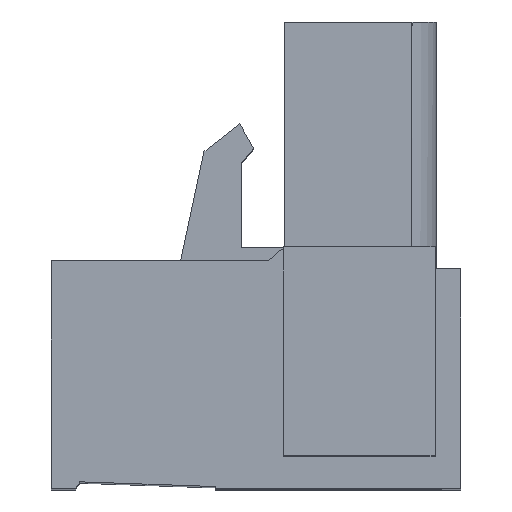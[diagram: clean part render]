
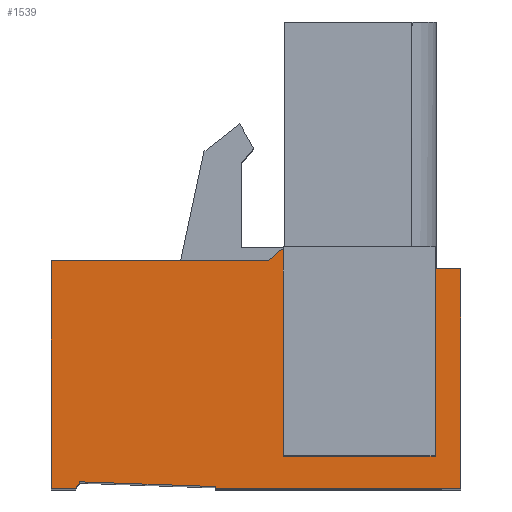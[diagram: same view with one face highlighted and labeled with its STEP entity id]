
A CAD part, top view. The second image highlights one B-rep face of the part: STEP entity #1539.
In plain terms, the highlighted planar face has unit normal (0, 0, 1).
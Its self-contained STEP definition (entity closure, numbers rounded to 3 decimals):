
#877=FACE_OUTER_BOUND('',#3320,.T.);
#1539=ADVANCED_FACE('',(#877),#2019,.T.);
#2019=PLANE('',#13030);
#3320=EDGE_LOOP('',(#6517,#6518,#6519,#6520,#6521,#6522,#6523,#6524,#6525,
#6526,#6527,#6528,#6529,#6530,#6531));
#6517=ORIENTED_EDGE('',*,*,#9494,.F.);
#6518=ORIENTED_EDGE('',*,*,#9560,.F.);
#6519=ORIENTED_EDGE('',*,*,#8452,.F.);
#6520=ORIENTED_EDGE('',*,*,#8372,.F.);
#6521=ORIENTED_EDGE('',*,*,#8370,.F.);
#6522=ORIENTED_EDGE('',*,*,#8368,.T.);
#6523=ORIENTED_EDGE('',*,*,#8457,.T.);
#6524=ORIENTED_EDGE('',*,*,#9561,.F.);
#6525=ORIENTED_EDGE('',*,*,#8351,.T.);
#6526=ORIENTED_EDGE('',*,*,#8338,.F.);
#6527=ORIENTED_EDGE('',*,*,#8336,.F.);
#6528=ORIENTED_EDGE('',*,*,#8332,.T.);
#6529=ORIENTED_EDGE('',*,*,#9542,.F.);
#6530=ORIENTED_EDGE('',*,*,#9492,.F.);
#6531=ORIENTED_EDGE('',*,*,#9489,.F.);
#7201=VERTEX_POINT('',#17070);
#7202=VERTEX_POINT('',#17072);
#7204=VERTEX_POINT('',#17079);
#7205=VERTEX_POINT('',#17083);
#7216=VERTEX_POINT('',#17110);
#7229=VERTEX_POINT('',#17142);
#7230=VERTEX_POINT('',#17144);
#7231=VERTEX_POINT('',#17148);
#7232=VERTEX_POINT('',#17152);
#7307=VERTEX_POINT('',#17311);
#7310=VERTEX_POINT('',#17319);
#7863=VERTEX_POINT('',#20473);
#7865=VERTEX_POINT('',#20479);
#7866=VERTEX_POINT('',#20481);
#7867=VERTEX_POINT('',#20485);
#8332=EDGE_CURVE('',#7202,#7201,#9944,.T.);
#8336=EDGE_CURVE('',#7202,#7204,#9948,.T.);
#8338=EDGE_CURVE('',#7204,#7205,#9950,.T.);
#8351=EDGE_CURVE('',#7216,#7205,#9963,.T.);
#8368=EDGE_CURVE('',#7230,#7229,#9980,.T.);
#8370=EDGE_CURVE('',#7230,#7231,#9982,.T.);
#8372=EDGE_CURVE('',#7231,#7232,#9984,.T.);
#8452=EDGE_CURVE('',#7232,#7307,#10028,.T.);
#8457=EDGE_CURVE('',#7229,#7310,#10033,.T.);
#9489=EDGE_CURVE('',#7865,#7866,#10814,.T.);
#9492=EDGE_CURVE('',#7866,#7867,#10817,.T.);
#9494=EDGE_CURVE('',#7863,#7865,#10819,.T.);
#9542=EDGE_CURVE('',#7867,#7201,#10864,.T.);
#9560=EDGE_CURVE('',#7307,#7863,#10881,.T.);
#9561=EDGE_CURVE('',#7216,#7310,#10882,.T.);
#9944=LINE('',#17071,#11246);
#9948=LINE('',#17078,#11250);
#9950=LINE('',#17082,#11252);
#9963=LINE('',#17109,#11265);
#9980=LINE('',#17143,#11282);
#9982=LINE('',#17147,#11284);
#9984=LINE('',#17151,#11286);
#10028=LINE('',#17310,#11330);
#10033=LINE('',#17320,#11335);
#10814=LINE('',#20480,#12211);
#10817=LINE('',#20486,#12214);
#10819=LINE('',#20489,#12216);
#10864=LINE('',#20594,#12261);
#10881=LINE('',#20639,#12278);
#10882=LINE('',#20642,#12279);
#11246=VECTOR('',#13464,1.);
#11250=VECTOR('',#13470,1.);
#11252=VECTOR('',#13474,1.);
#11265=VECTOR('',#13493,1.);
#11282=VECTOR('',#13516,1.);
#11284=VECTOR('',#13520,1.);
#11286=VECTOR('',#13524,1.);
#11330=VECTOR('',#13648,1.);
#11335=VECTOR('',#13655,1.);
#12211=VECTOR('',#15571,1.);
#12214=VECTOR('',#15576,1.);
#12216=VECTOR('',#15580,1.);
#12261=VECTOR('',#15675,1.);
#12278=VECTOR('',#15748,1.);
#12279=VECTOR('',#15753,1.);
#13030=AXIS2_PLACEMENT_3D('',#20643,#15754,#15755);
#13464=DIRECTION('',(0.,1.,0.));
#13470=DIRECTION('',(1.,0.,0.));
#13474=DIRECTION('',(0.,-1.,0.));
#13493=DIRECTION('',(1.,0.,0.));
#13516=DIRECTION('',(0.516,0.857,0.));
#13520=DIRECTION('',(-1.,0.,0.));
#13524=DIRECTION('',(0.,1.,0.));
#13648=DIRECTION('',(1.,0.,0.));
#13655=DIRECTION('',(0.999,-0.035,0.));
#15571=DIRECTION('',(1.,0.,0.));
#15576=DIRECTION('',(0.,1.,0.));
#15580=DIRECTION('',(0.,-1.,0.));
#15675=DIRECTION('',(1.,0.,0.));
#15748=DIRECTION('',(0.768,0.64,0.));
#15753=DIRECTION('',(-0.003,1.,0.));
#15754=DIRECTION('',(0.,0.,1.));
#15755=DIRECTION('',(0.,1.,0.));
#17070=CARTESIAN_POINT('',(-0.9,8.9,103.46));
#17071=CARTESIAN_POINT('',(-0.9,8.9,103.46));
#17072=CARTESIAN_POINT('',(-0.9,8.1,103.46));
#17078=CARTESIAN_POINT('',(0.,8.1,103.46));
#17079=CARTESIAN_POINT('',(0.,8.1,103.46));
#17082=CARTESIAN_POINT('',(0.,0.,103.46));
#17083=CARTESIAN_POINT('',(0.,0.,103.46));
#17109=CARTESIAN_POINT('',(0.,0.,103.46));
#17110=CARTESIAN_POINT('',(-9.05,0.,103.46));
#17142=CARTESIAN_POINT('',(-14.05,0.25,103.46));
#17143=CARTESIAN_POINT('',(-13.77,0.714,103.46));
#17144=CARTESIAN_POINT('',(-14.2,0.,103.46));
#17147=CARTESIAN_POINT('',(-15.1,0.,103.46));
#17148=CARTESIAN_POINT('',(-15.1,0.,103.46));
#17151=CARTESIAN_POINT('',(-15.1,8.1,103.46));
#17152=CARTESIAN_POINT('',(-15.1,8.4,103.46));
#17310=CARTESIAN_POINT('',(-7.1,8.4,103.46));
#17311=CARTESIAN_POINT('',(-7.1,8.4,103.46));
#17319=CARTESIAN_POINT('',(-9.05,0.074,103.46));
#17320=CARTESIAN_POINT('',(-14.05,0.25,103.46));
#20473=CARTESIAN_POINT('',(-6.55,8.858,103.46));
#20479=CARTESIAN_POINT('',(-6.55,1.2,103.46));
#20480=CARTESIAN_POINT('',(-6.55,1.2,103.46));
#20481=CARTESIAN_POINT('',(-0.95,1.2,103.46));
#20485=CARTESIAN_POINT('',(-0.95,8.9,103.46));
#20486=CARTESIAN_POINT('',(-0.95,1.2,103.46));
#20489=CARTESIAN_POINT('',(-6.55,8.9,103.46));
#20594=CARTESIAN_POINT('',(-0.9,8.9,103.46));
#20639=CARTESIAN_POINT('',(-6.5,8.9,103.46));
#20642=CARTESIAN_POINT('',(-9.05,0.037,103.46));
#20643=CARTESIAN_POINT('',(-14.,8.4,103.46));
